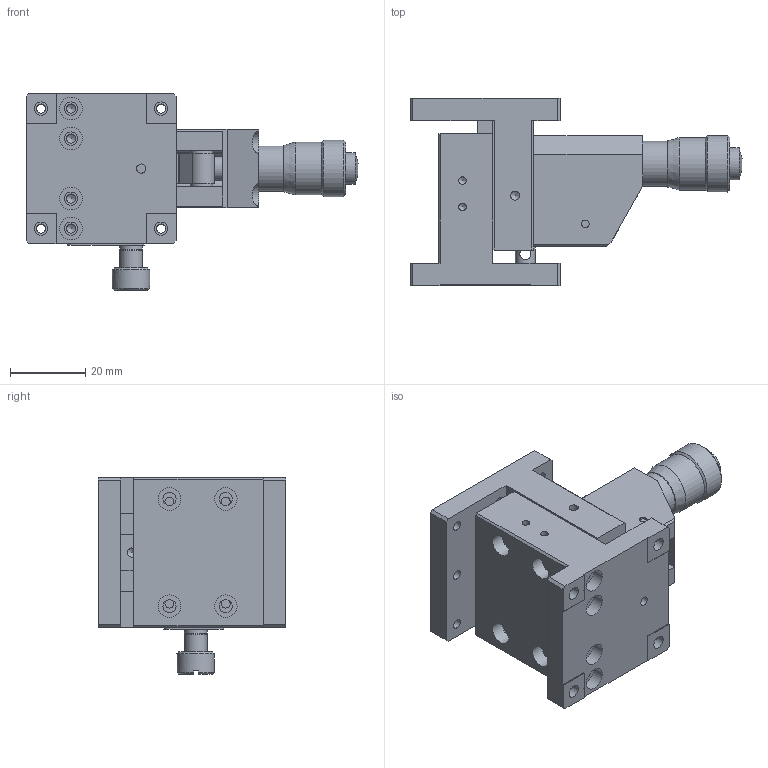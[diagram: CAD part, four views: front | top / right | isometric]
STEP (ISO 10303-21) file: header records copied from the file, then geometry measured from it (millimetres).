
FILE_DESCRIPTION (( 'STEP AP203' ), '1' );
FILE_NAME ('528870.STEP', '2024-10-17T09:36:25', ( 'Windows User' ), ( 'P R C' ), 'SwSTEP 2.0', 'SolidWorks 2020', '' );
FILE_SCHEMA (( 'CONFIG_CONTROL_DESIGN' ));
Length unit declared in the file: millimetre
Products named in the file (1): 528870
Bounding box: 88.52 x 50 x 52.5 mm (x, y, z)
Surface area: 29139.4 mm2 (no closed solid volume)
Topology: 0 solids, 4 shells, 347 faces, 809 edges, 525 vertices
Faces by surface type: plane 186, cylinder 125, cone 34, bspline 2
Full cylindrical faces by diameter (mm): 2 x1, 2.013 x10, 2.4 x8, 2.459 x20, 2.6 x2, 3 x2, 3.2 x2, 3.5 x16, 4 x3, 4.3 x8, 5 x8, 5.29 x1, 6 x22, 6.35 x1, 8.5 x1, 10 x1, 12 x1, 14 x1, 15 x1
Entity records: 9232 total; most frequent: CARTESIAN_POINT 1664, DIRECTION 1583, ORIENTED_EDGE 1271, EDGE_CURVE 636, AXIS2_PLACEMENT_3D 610, EDGE_LOOP 600, VERTEX_POINT 495, FACE_OUTER_BOUND 456
